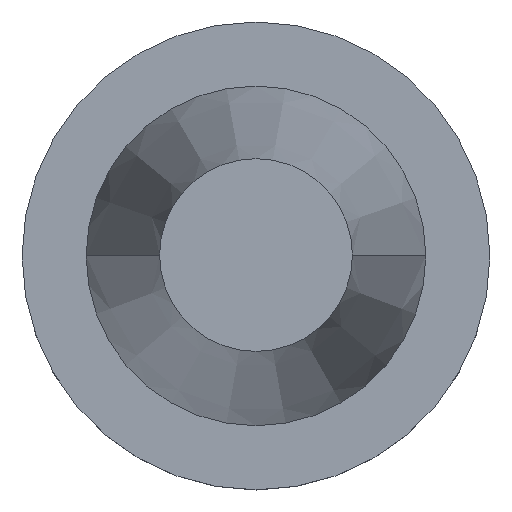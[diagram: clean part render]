
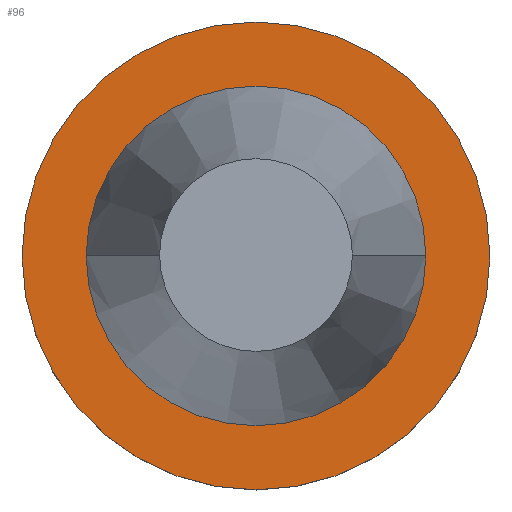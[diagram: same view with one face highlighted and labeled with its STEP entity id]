
A CAD part, top view. The second image highlights one B-rep face of the part: STEP entity #96.
In plain terms, the highlighted planar face has unit normal (0, 0, 1).
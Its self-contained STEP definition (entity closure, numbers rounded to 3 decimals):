
#51=FACE_BOUND('',#151,.T.);
#52=FACE_BOUND('',#152,.T.);
#78=PLANE('',#585);
#96=ADVANCED_FACE('',(#51,#52),#78,.F.);
#151=EDGE_LOOP('',(#310));
#152=EDGE_LOOP('',(#311,#312));
#201=CIRCLE('',#582,48.75);
#202=CIRCLE('',#583,35.392);
#203=CIRCLE('',#584,35.392);
#310=ORIENTED_EDGE('',*,*,#452,.T.);
#311=ORIENTED_EDGE('',*,*,#453,.T.);
#312=ORIENTED_EDGE('',*,*,#454,.T.);
#388=VERTEX_POINT('',#904);
#389=VERTEX_POINT('',#906);
#390=VERTEX_POINT('',#907);
#452=EDGE_CURVE('',#388,#388,#201,.T.);
#453=EDGE_CURVE('',#389,#390,#202,.T.);
#454=EDGE_CURVE('',#390,#389,#203,.T.);
#582=AXIS2_PLACEMENT_3D('',#903,#718,#719);
#583=AXIS2_PLACEMENT_3D('',#905,#720,#721);
#584=AXIS2_PLACEMENT_3D('',#908,#722,#723);
#585=AXIS2_PLACEMENT_3D('',#909,#724,#725);
#718=DIRECTION('',(0.,0.,1.));
#719=DIRECTION('',(-1.,0.,0.));
#720=DIRECTION('',(0.,0.,-1.));
#721=DIRECTION('',(-1.,0.,0.));
#722=DIRECTION('',(0.,0.,-1.));
#723=DIRECTION('',(-1.,0.,0.));
#724=DIRECTION('',(0.,0.,-1.));
#725=DIRECTION('',(-1.,0.,0.));
#903=CARTESIAN_POINT('',(-0.012,0.,-3.2));
#904=CARTESIAN_POINT('',(-48.762,0.,-3.2));
#905=CARTESIAN_POINT('',(-0.012,0.,-3.2));
#906=CARTESIAN_POINT('',(-35.403,0.,-3.2));
#907=CARTESIAN_POINT('',(35.38,0.,-3.2));
#908=CARTESIAN_POINT('',(-0.012,0.,-3.2));
#909=CARTESIAN_POINT('',(-0.012,-35.392,-3.2));
